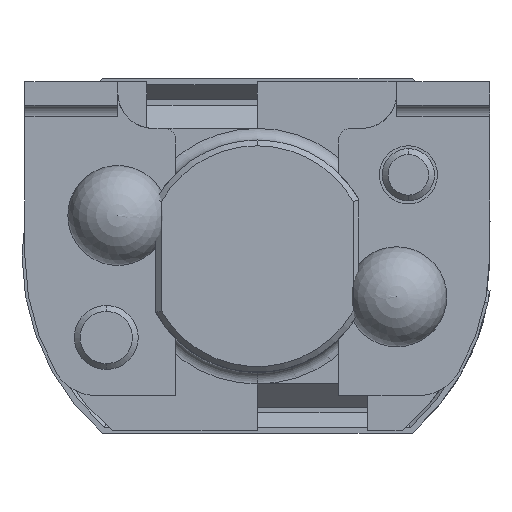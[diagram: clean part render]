
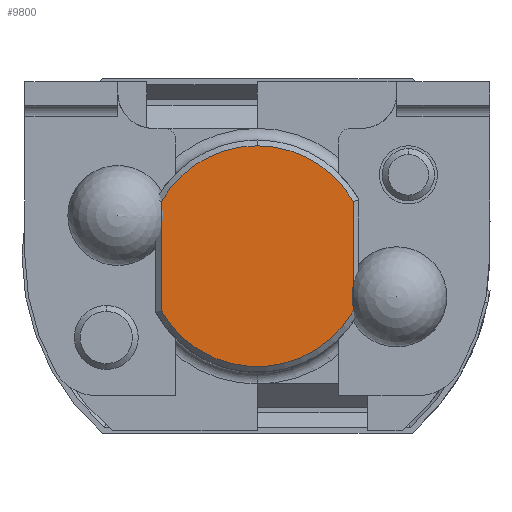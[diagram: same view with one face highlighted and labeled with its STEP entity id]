
A CAD part, front view. The second image highlights one B-rep face of the part: STEP entity #9800.
In plain terms, the highlighted planar face has unit normal (0, -1, 0).
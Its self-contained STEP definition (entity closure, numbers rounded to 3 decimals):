
#67 = VERTEX_POINT ( 'NONE', #13122 ) ;
#314 = DIRECTION ( 'NONE',  ( 0., -1., 0. ) ) ;
#318 = AXIS2_PLACEMENT_3D ( 'NONE', #11144, #3390, #12472 ) ;
#1277 = DIRECTION ( 'NONE',  ( 0., 0., -1. ) ) ;
#1582 = EDGE_CURVE ( 'NONE', #15702, #12101, #7275, .T. ) ;
#1627 = VECTOR ( 'NONE', #1277, 1000. ) ;
#2125 = AXIS2_PLACEMENT_3D ( 'NONE', #2814, #11854, #4100 ) ;
#2814 = CARTESIAN_POINT ( 'NONE',  ( 0., -0.7, -0.002 ) ) ;
#3297 = ORIENTED_EDGE ( 'NONE', *, *, #3566, .T. ) ;
#3333 = PLANE ( 'NONE',  #318 ) ;
#3390 = DIRECTION ( 'NONE',  ( 0., -1., 0. ) ) ;
#3419 = EDGE_CURVE ( 'NONE', #12101, #13585, #8513, .T. ) ;
#3520 = EDGE_CURVE ( 'NONE', #13585, #67, #12138, .T. ) ;
#3566 = EDGE_CURVE ( 'NONE', #3585, #15702, #13940, .T. ) ;
#3585 = VERTEX_POINT ( 'NONE', #4267 ) ;
#4100 = DIRECTION ( 'NONE',  ( 0., 0., -1. ) ) ;
#4164 = CARTESIAN_POINT ( 'NONE',  ( 0., -0.7, 0.949 ) ) ;
#4267 = CARTESIAN_POINT ( 'NONE',  ( 0.825, -0.7, 0.47 ) ) ;
#6609 = CARTESIAN_POINT ( 'NONE',  ( -0.825, -0.7, 0.47 ) ) ;
#7275 = CIRCLE ( 'NONE', #9270, 0.95 ) ;
#7376 = EDGE_LOOP ( 'NONE', ( #13037, #16116, #3297, #10718, #12519 ) ) ;
#8080 = CARTESIAN_POINT ( 'NONE',  ( 0., -0.7, -0.002 ) ) ;
#8180 = DIRECTION ( 'NONE',  ( 0., 0., -1. ) ) ;
#8195 = AXIS2_PLACEMENT_3D ( 'NONE', #8080, #314, #9371 ) ;
#8367 = LINE ( 'NONE', #15530, #15243 ) ;
#8513 = LINE ( 'NONE', #15421, #1627 ) ;
#8800 = DIRECTION ( 'NONE',  ( 0., -1., 0. ) ) ;
#9093 = FACE_OUTER_BOUND ( 'NONE', #7376, .T. ) ;
#9270 = AXIS2_PLACEMENT_3D ( 'NONE', #13352, #8800, #8180 ) ;
#9371 = DIRECTION ( 'NONE',  ( 0., 0., -1. ) ) ;
#9800 = ADVANCED_FACE ( 'NONE', ( #9093 ), #3333, .T. ) ;
#10718 = ORIENTED_EDGE ( 'NONE', *, *, #1582, .T. ) ;
#11144 = CARTESIAN_POINT ( 'NONE',  ( 0., -0.7, -0.002 ) ) ;
#11562 = EDGE_CURVE ( 'NONE', #67, #3585, #8367, .T. ) ;
#11719 = CARTESIAN_POINT ( 'NONE',  ( -0.825, -0.7, -0.473 ) ) ;
#11854 = DIRECTION ( 'NONE',  ( 0., -1., 0. ) ) ;
#12101 = VERTEX_POINT ( 'NONE', #6609 ) ;
#12138 = CIRCLE ( 'NONE', #2125, 0.95 ) ;
#12472 = DIRECTION ( 'NONE',  ( 0., 0., -1. ) ) ;
#12519 = ORIENTED_EDGE ( 'NONE', *, *, #3419, .T. ) ;
#13037 = ORIENTED_EDGE ( 'NONE', *, *, #3520, .T. ) ;
#13122 = CARTESIAN_POINT ( 'NONE',  ( 0.825, -0.7, -0.473 ) ) ;
#13352 = CARTESIAN_POINT ( 'NONE',  ( 0., -0.7, -0.002 ) ) ;
#13585 = VERTEX_POINT ( 'NONE', #11719 ) ;
#13940 = CIRCLE ( 'NONE', #8195, 0.95 ) ;
#15243 = VECTOR ( 'NONE', #16772, 1000. ) ;
#15421 = CARTESIAN_POINT ( 'NONE',  ( -0.825, -0.7, -0.486 ) ) ;
#15530 = CARTESIAN_POINT ( 'NONE',  ( 0.825, -0.7, 0.483 ) ) ;
#15702 = VERTEX_POINT ( 'NONE', #4164 ) ;
#16116 = ORIENTED_EDGE ( 'NONE', *, *, #11562, .T. ) ;
#16772 = DIRECTION ( 'NONE',  ( 0., 0., 1. ) ) ;
